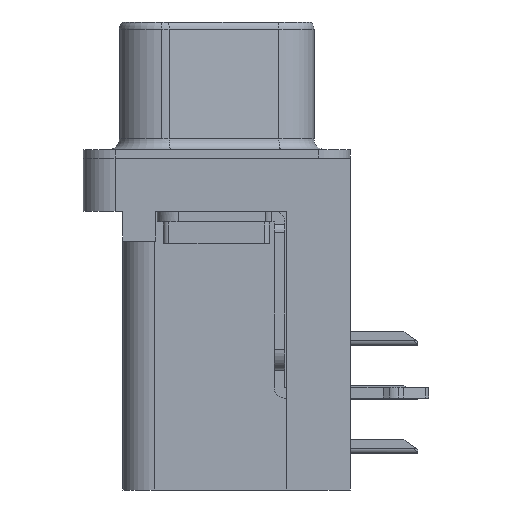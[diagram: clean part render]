
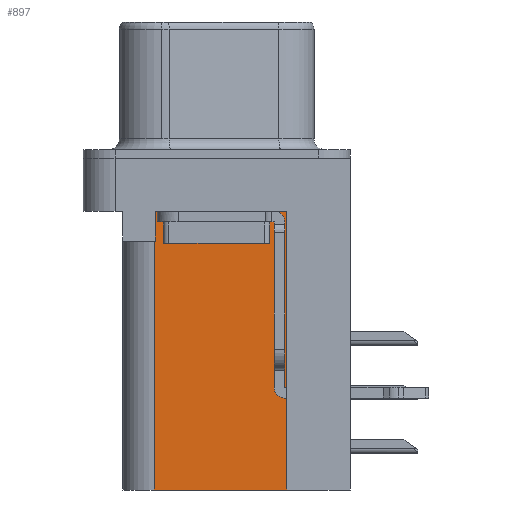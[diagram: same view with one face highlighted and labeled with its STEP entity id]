
A CAD part, left-side view. The second image highlights one B-rep face of the part: STEP entity #897.
In plain terms, the highlighted planar face has unit normal (-1, 0, 0).
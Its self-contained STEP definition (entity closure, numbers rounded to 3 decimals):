
#232 = DIRECTION ( 'NONE',  ( 0., 1., 0. ) ) ;
#808 = FACE_OUTER_BOUND ( 'NONE', #8498, .T. ) ;
#897 = ADVANCED_FACE ( 'NONE', ( #808 ), #19710, .F. ) ;
#1898 = VECTOR ( 'NONE', #12369, 1000. ) ;
#1928 = CARTESIAN_POINT ( 'NONE',  ( 3.765, -3.295, -15.6 ) ) ;
#2652 = VECTOR ( 'NONE', #16111, 1000. ) ;
#2822 = VECTOR ( 'NONE', #18803, 1000. ) ;
#3169 = CARTESIAN_POINT ( 'NONE',  ( 3.765, -3.295, -15.6 ) ) ;
#3209 = VECTOR ( 'NONE', #17334, 1000. ) ;
#4746 = VERTEX_POINT ( 'NONE', #15483 ) ;
#4960 = VECTOR ( 'NONE', #232, 1000. ) ;
#5167 = ORIENTED_EDGE ( 'NONE', *, *, #19560, .T. ) ;
#5882 = CARTESIAN_POINT ( 'NONE',  ( 3.765, 2.925, -15.6 ) ) ;
#6038 = LINE ( 'NONE', #13981, #2652 ) ;
#7539 = VERTEX_POINT ( 'NONE', #21706 ) ;
#7624 = LINE ( 'NONE', #1928, #3209 ) ;
#7677 = ORIENTED_EDGE ( 'NONE', *, *, #22219, .T. ) ;
#7715 = CARTESIAN_POINT ( 'NONE',  ( 3.765, -3.295, -2.5 ) ) ;
#7885 = EDGE_CURVE ( 'NONE', #22088, #15585, #7624, .T. ) ;
#8498 = EDGE_LOOP ( 'NONE', ( #7677, #10590, #5167, #12795, #9828, #19257 ) ) ;
#9457 = VERTEX_POINT ( 'NONE', #16770 ) ;
#9828 = ORIENTED_EDGE ( 'NONE', *, *, #7885, .F. ) ;
#10134 = CARTESIAN_POINT ( 'NONE',  ( 3.765, 0., -3.9 ) ) ;
#10590 = ORIENTED_EDGE ( 'NONE', *, *, #15364, .T. ) ;
#10833 = CARTESIAN_POINT ( 'NONE',  ( 3.765, -3.295, -15.6 ) ) ;
#11349 = EDGE_CURVE ( 'NONE', #15585, #15563, #6038, .T. ) ;
#11405 = LINE ( 'NONE', #19001, #20071 ) ;
#12128 = EDGE_CURVE ( 'NONE', #22088, #4746, #18341, .T. ) ;
#12369 = DIRECTION ( 'NONE',  ( 0., 0., 1. ) ) ;
#12749 = CARTESIAN_POINT ( 'NONE',  ( 3.765, 2.925, -3.9 ) ) ;
#12795 = ORIENTED_EDGE ( 'NONE', *, *, #11349, .F. ) ;
#13981 = CARTESIAN_POINT ( 'NONE',  ( 3.765, 2.925, -15.6 ) ) ;
#14898 = AXIS2_PLACEMENT_3D ( 'NONE', #21696, #23674, #23547 ) ;
#15364 = EDGE_CURVE ( 'NONE', #7539, #9457, #11405, .T. ) ;
#15483 = CARTESIAN_POINT ( 'NONE',  ( 3.765, -3.295, -2.5 ) ) ;
#15563 = VERTEX_POINT ( 'NONE', #12749 ) ;
#15585 = VERTEX_POINT ( 'NONE', #5882 ) ;
#16111 = DIRECTION ( 'NONE',  ( 0., 0., 1. ) ) ;
#16770 = CARTESIAN_POINT ( 'NONE',  ( 3.765, 2.895, -3.9 ) ) ;
#17334 = DIRECTION ( 'NONE',  ( 0., 1., 0. ) ) ;
#18341 = LINE ( 'NONE', #3169, #1898 ) ;
#18803 = DIRECTION ( 'NONE',  ( 0., 1., 0. ) ) ;
#19001 = CARTESIAN_POINT ( 'NONE',  ( 3.765, 2.895, -3.9 ) ) ;
#19257 = ORIENTED_EDGE ( 'NONE', *, *, #12128, .T. ) ;
#19560 = EDGE_CURVE ( 'NONE', #9457, #15563, #21355, .T. ) ;
#19710 = PLANE ( 'NONE',  #14898 ) ;
#20071 = VECTOR ( 'NONE', #22856, 1000. ) ;
#20924 = LINE ( 'NONE', #7715, #2822 ) ;
#21355 = LINE ( 'NONE', #10134, #4960 ) ;
#21696 = CARTESIAN_POINT ( 'NONE',  ( 3.765, -3.295, -15.6 ) ) ;
#21706 = CARTESIAN_POINT ( 'NONE',  ( 3.765, 2.895, -2.5 ) ) ;
#22088 = VERTEX_POINT ( 'NONE', #10833 ) ;
#22219 = EDGE_CURVE ( 'NONE', #4746, #7539, #20924, .T. ) ;
#22856 = DIRECTION ( 'NONE',  ( 0., 0., -1. ) ) ;
#23547 = DIRECTION ( 'NONE',  ( 0., 0., -1. ) ) ;
#23674 = DIRECTION ( 'NONE',  ( 1., 0., 0. ) ) ;
